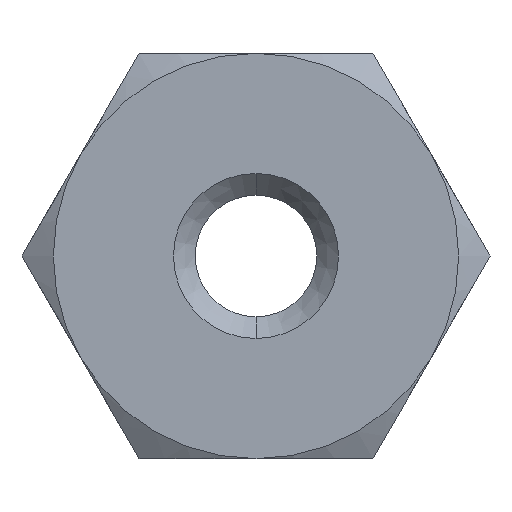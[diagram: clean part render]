
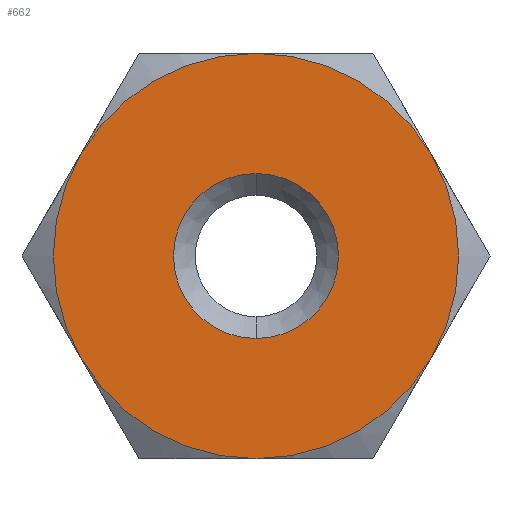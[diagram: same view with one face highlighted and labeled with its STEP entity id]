
A CAD part, front view. The second image highlights one B-rep face of the part: STEP entity #662.
In plain terms, the highlighted planar face has unit normal (0, -1, 0).
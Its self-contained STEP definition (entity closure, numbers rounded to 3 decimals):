
#9 = CARTESIAN_POINT ( 'NONE',  ( 6.062, 0., 3.5 ) ) ;
#14 = CARTESIAN_POINT ( 'NONE',  ( 0., 0., 0. ) ) ;
#84 = CIRCLE ( 'NONE', #467, 2.85 ) ;
#91 = AXIS2_PLACEMENT_3D ( 'NONE', #875, #917, #886 ) ;
#119 = AXIS2_PLACEMENT_3D ( 'NONE', #241, #965, #231 ) ;
#123 = CARTESIAN_POINT ( 'NONE',  ( 0., 0., 0. ) ) ;
#126 = CARTESIAN_POINT ( 'NONE',  ( 0., 0., -7. ) ) ;
#157 = EDGE_LOOP ( 'NONE', ( #1195, #1197 ) ) ;
#172 = CARTESIAN_POINT ( 'NONE',  ( 0., 0., -2.85 ) ) ;
#231 = DIRECTION ( 'NONE',  ( 0., 0., -1. ) ) ;
#241 = CARTESIAN_POINT ( 'NONE',  ( 0., 0., 0. ) ) ;
#268 = DIRECTION ( 'NONE',  ( 0., 0., -1. ) ) ;
#273 = AXIS2_PLACEMENT_3D ( 'NONE', #773, #775, #776 ) ;
#282 = AXIS2_PLACEMENT_3D ( 'NONE', #1865, #1350, #268 ) ;
#289 = DIRECTION ( 'NONE',  ( 0., -1., 0. ) ) ;
#312 = CARTESIAN_POINT ( 'NONE',  ( 0., 0., 7. ) ) ;
#378 = VERTEX_POINT ( 'NONE', #126 ) ;
#409 = CARTESIAN_POINT ( 'NONE',  ( -6.062, 0., -3.5 ) ) ;
#440 = DIRECTION ( 'NONE',  ( 0., -1., 0. ) ) ;
#458 = CIRCLE ( 'NONE', #282, 7. ) ;
#467 = AXIS2_PLACEMENT_3D ( 'NONE', #1887, #1896, #1903 ) ;
#476 = DIRECTION ( 'NONE',  ( 0., -1., 0. ) ) ;
#568 = VERTEX_POINT ( 'NONE', #312 ) ;
#570 = VERTEX_POINT ( 'NONE', #409 ) ;
#662 = ADVANCED_FACE ( 'NONE', ( #981, #1029 ), #714, .T. ) ;
#714 = PLANE ( 'NONE',  #273 ) ;
#730 = DIRECTION ( 'NONE',  ( 0., 0., -1. ) ) ;
#768 = AXIS2_PLACEMENT_3D ( 'NONE', #14, #289, #1741 ) ;
#773 = CARTESIAN_POINT ( 'NONE',  ( 7., 0., 0. ) ) ;
#774 = CARTESIAN_POINT ( 'NONE',  ( 0., 0., 2.85 ) ) ;
#775 = DIRECTION ( 'NONE',  ( 0., -1., 0. ) ) ;
#776 = DIRECTION ( 'NONE',  ( 0., 0., -1. ) ) ;
#875 = CARTESIAN_POINT ( 'NONE',  ( 0., 0., 0. ) ) ;
#886 = DIRECTION ( 'NONE',  ( 0., 0., -1. ) ) ;
#917 = DIRECTION ( 'NONE',  ( 0., -1., 0. ) ) ;
#965 = DIRECTION ( 'NONE',  ( 0., 1., 0. ) ) ;
#967 = EDGE_CURVE ( 'NONE', #1539, #1783, #84, .T. ) ;
#981 = FACE_BOUND ( 'NONE', #157, .T. ) ;
#1009 = AXIS2_PLACEMENT_3D ( 'NONE', #1385, #476, #730 ) ;
#1013 = EDGE_CURVE ( 'NONE', #1089, #1144, #1660, .T. ) ;
#1029 = FACE_OUTER_BOUND ( 'NONE', #1281, .T. ) ;
#1089 = VERTEX_POINT ( 'NONE', #1463 ) ;
#1144 = VERTEX_POINT ( 'NONE', #9 ) ;
#1195 = ORIENTED_EDGE ( 'NONE', *, *, #1276, .T. ) ;
#1197 = ORIENTED_EDGE ( 'NONE', *, *, #967, .T. ) ;
#1218 = VERTEX_POINT ( 'NONE', #1646 ) ;
#1260 = ORIENTED_EDGE ( 'NONE', *, *, #1013, .T. ) ;
#1263 = ORIENTED_EDGE ( 'NONE', *, *, #1885, .T. ) ;
#1276 = EDGE_CURVE ( 'NONE', #1783, #1539, #1776, .T. ) ;
#1281 = EDGE_LOOP ( 'NONE', ( #1263, #1260, #1304, #1334, #1322, #1336 ) ) ;
#1304 = ORIENTED_EDGE ( 'NONE', *, *, #1874, .T. ) ;
#1309 = DIRECTION ( 'NONE',  ( 0., -1., 0. ) ) ;
#1322 = ORIENTED_EDGE ( 'NONE', *, *, #1853, .T. ) ;
#1334 = ORIENTED_EDGE ( 'NONE', *, *, #1855, .T. ) ;
#1336 = ORIENTED_EDGE ( 'NONE', *, *, #1843, .T. ) ;
#1350 = DIRECTION ( 'NONE',  ( 0., -1., 0. ) ) ;
#1385 = CARTESIAN_POINT ( 'NONE',  ( 0., 0., 0. ) ) ;
#1417 = AXIS2_PLACEMENT_3D ( 'NONE', #1689, #1309, #1736 ) ;
#1463 = CARTESIAN_POINT ( 'NONE',  ( 6.062, 0., -3.5 ) ) ;
#1480 = DIRECTION ( 'NONE',  ( 0., 0., -1. ) ) ;
#1539 = VERTEX_POINT ( 'NONE', #774 ) ;
#1541 = CIRCLE ( 'NONE', #1417, 7. ) ;
#1550 = CIRCLE ( 'NONE', #768, 7. ) ;
#1557 = CIRCLE ( 'NONE', #1009, 7. ) ;
#1579 = CIRCLE ( 'NONE', #1852, 7. ) ;
#1646 = CARTESIAN_POINT ( 'NONE',  ( -6.062, 0., 3.5 ) ) ;
#1660 = CIRCLE ( 'NONE', #91, 7. ) ;
#1689 = CARTESIAN_POINT ( 'NONE',  ( 0., 0., 0. ) ) ;
#1736 = DIRECTION ( 'NONE',  ( 0., 0., -1. ) ) ;
#1741 = DIRECTION ( 'NONE',  ( 0., 0., -1. ) ) ;
#1776 = CIRCLE ( 'NONE', #119, 2.85 ) ;
#1783 = VERTEX_POINT ( 'NONE', #172 ) ;
#1843 = EDGE_CURVE ( 'NONE', #570, #378, #458, .T. ) ;
#1852 = AXIS2_PLACEMENT_3D ( 'NONE', #123, #440, #1480 ) ;
#1853 = EDGE_CURVE ( 'NONE', #1218, #570, #1579, .T. ) ;
#1855 = EDGE_CURVE ( 'NONE', #568, #1218, #1557, .T. ) ;
#1865 = CARTESIAN_POINT ( 'NONE',  ( 0., 0., 0. ) ) ;
#1874 = EDGE_CURVE ( 'NONE', #1144, #568, #1541, .T. ) ;
#1885 = EDGE_CURVE ( 'NONE', #378, #1089, #1550, .T. ) ;
#1887 = CARTESIAN_POINT ( 'NONE',  ( 0., 0., 0. ) ) ;
#1896 = DIRECTION ( 'NONE',  ( 0., 1., 0. ) ) ;
#1903 = DIRECTION ( 'NONE',  ( 0., 0., -1. ) ) ;
